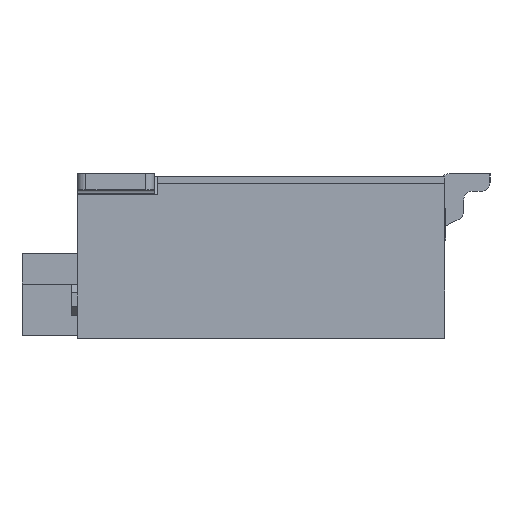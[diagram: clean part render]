
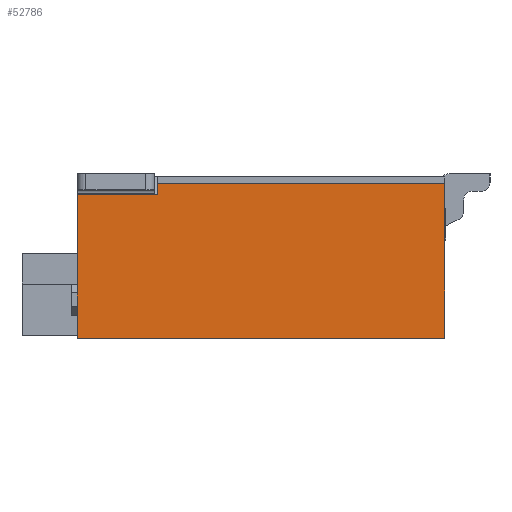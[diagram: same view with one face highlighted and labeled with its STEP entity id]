
A CAD part, left-side view. The second image highlights one B-rep face of the part: STEP entity #52786.
In plain terms, the highlighted planar face has unit normal (-1, 0, 0).
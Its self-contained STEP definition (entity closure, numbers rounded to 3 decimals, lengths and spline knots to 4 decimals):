
#1=DIRECTION('',(0.,-1.,0.));
#2=VECTOR('',#1,4.45);
#3=CARTESIAN_POINT('',(-10.975,1.6,1.145));
#4=LINE('',#3,#2);
#13=DIRECTION('',(0.,0.,-1.));
#14=VECTOR('',#13,0.17);
#15=CARTESIAN_POINT('',(-10.975,1.6,1.145));
#16=LINE('',#15,#14);
#191=DIRECTION('',(0.,1.,0.));
#192=VECTOR('',#191,5.7);
#193=CARTESIAN_POINT('',(-10.975,-2.85,-1.255));
#194=LINE('',#193,#192);
#383=DIRECTION('',(0.,0.,-1.));
#384=VECTOR('',#383,2.4);
#385=CARTESIAN_POINT('',(-10.975,-2.85,1.145));
#386=LINE('',#385,#384);
#5847=DIRECTION('',(0.,-1.,0.));
#5848=VECTOR('',#5847,1.25);
#5849=CARTESIAN_POINT('',(-10.975,2.85,0.975));
#5850=LINE('',#5849,#5848);
#5873=DIRECTION('',(0.,0.,1.));
#5874=VECTOR('',#5873,2.23);
#5875=CARTESIAN_POINT('',(-10.975,2.85,-1.255));
#5876=LINE('',#5875,#5874);
#41517=CARTESIAN_POINT('',(-10.975,1.6,1.145));
#41518=CARTESIAN_POINT('',(-10.975,-2.85,1.145));
#41519=VERTEX_POINT('',#41517);
#41520=VERTEX_POINT('',#41518);
#41521=CARTESIAN_POINT('',(-10.975,1.6,0.975));
#41522=VERTEX_POINT('',#41521);
#41523=CARTESIAN_POINT('',(-10.975,2.85,0.975));
#41524=VERTEX_POINT('',#41523);
#41525=CARTESIAN_POINT('',(-10.975,2.85,-1.255));
#41526=VERTEX_POINT('',#41525);
#41527=CARTESIAN_POINT('',(-10.975,-2.85,-1.255));
#41528=VERTEX_POINT('',#41527);
#52767=CARTESIAN_POINT('',(-10.975,0.,-0.055));
#52768=DIRECTION('',(1.,0.,0.));
#52769=DIRECTION('',(0.,-1.,0.));
#52770=AXIS2_PLACEMENT_3D('',#52767,#52768,#52769);
#52771=PLANE('',#52770);
#52773=ORIENTED_EDGE('',*,*,#52772,.T.);
#52775=ORIENTED_EDGE('',*,*,#52774,.T.);
#52777=ORIENTED_EDGE('',*,*,#52776,.T.);
#52779=ORIENTED_EDGE('',*,*,#52778,.T.);
#52781=ORIENTED_EDGE('',*,*,#52780,.T.);
#52783=ORIENTED_EDGE('',*,*,#52782,.F.);
#52784=EDGE_LOOP('',(#52773,#52775,#52777,#52779,#52781,#52783));
#52785=FACE_OUTER_BOUND('',#52784,.F.);
#52786=ADVANCED_FACE('',(#52785),#52771,.F.);
#52772=EDGE_CURVE('',#41519,#41520,#4,.T.);
#52774=EDGE_CURVE('',#41520,#41528,#386,.T.);
#52776=EDGE_CURVE('',#41528,#41526,#194,.T.);
#52778=EDGE_CURVE('',#41526,#41524,#5876,.T.);
#52780=EDGE_CURVE('',#41524,#41522,#5850,.T.);
#52782=EDGE_CURVE('',#41519,#41522,#16,.T.);
